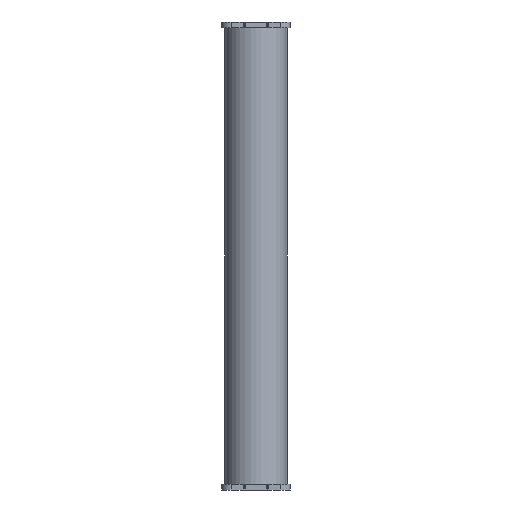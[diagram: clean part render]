
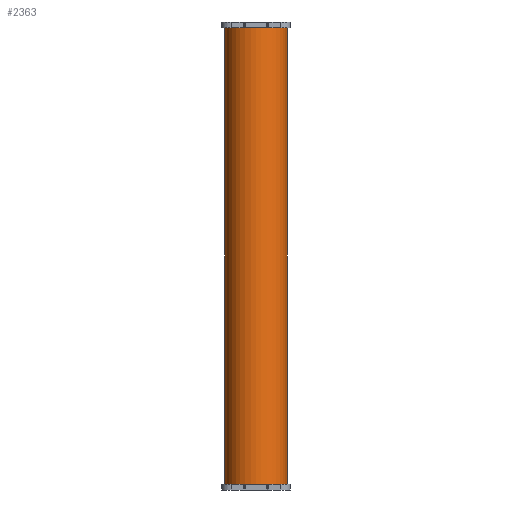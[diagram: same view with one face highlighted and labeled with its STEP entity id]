
A CAD part, front view. The second image highlights one B-rep face of the part: STEP entity #2363.
In plain terms, the highlighted cylindrical face has radius 15.875 mm (diameter 31.75 mm), a full revolution.
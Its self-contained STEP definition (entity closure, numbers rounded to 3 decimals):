
#557=FACE_BOUND('',#719,.T.);
#584=FACE_OUTER_BOUND('',#718,.T.);
#718=EDGE_LOOP('',(#1602));
#719=EDGE_LOOP('',(#1603));
#878=CIRCLE('',#2507,15.875);
#879=CIRCLE('',#2508,15.875);
#1018=VERTEX_POINT('',#3594);
#1019=VERTEX_POINT('',#3596);
#1256=EDGE_CURVE('',#1018,#1018,#878,.T.);
#1257=EDGE_CURVE('',#1019,#1019,#879,.T.);
#1602=ORIENTED_EDGE('',*,*,#1256,.F.);
#1603=ORIENTED_EDGE('',*,*,#1257,.F.);
#2293=CYLINDRICAL_SURFACE('',#2506,15.875);
#2363=ADVANCED_FACE('',(#584,#557),#2293,.T.);
#2506=AXIS2_PLACEMENT_3D('',#3593,#2803,#2804);
#2507=AXIS2_PLACEMENT_3D('',#3595,#2805,#2806);
#2508=AXIS2_PLACEMENT_3D('',#3597,#2807,#2808);
#2803=DIRECTION('center_axis',(0.,0.,1.));
#2804=DIRECTION('ref_axis',(-1.,0.,0.));
#2805=DIRECTION('center_axis',(0.,0.,1.));
#2806=DIRECTION('ref_axis',(-1.,0.,0.));
#2807=DIRECTION('center_axis',(0.,0.,-1.));
#2808=DIRECTION('ref_axis',(-1.,0.,0.));
#3593=CARTESIAN_POINT('Origin',(0.,0.,0.));
#3594=CARTESIAN_POINT('',(15.875,0.,233.));
#3595=CARTESIAN_POINT('Origin',(0.,0.,233.));
#3596=CARTESIAN_POINT('',(15.875,0.,0.));
#3597=CARTESIAN_POINT('Origin',(0.,0.,0.));
